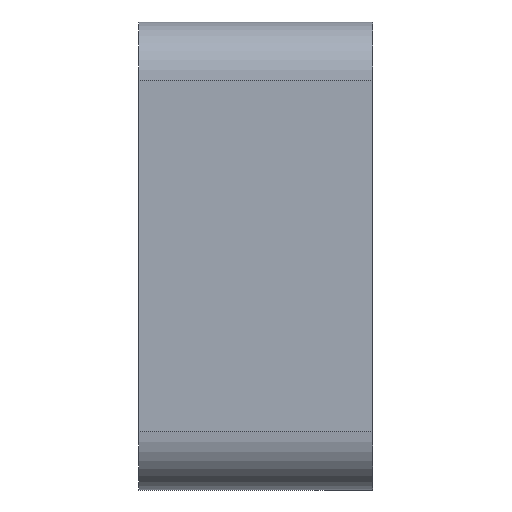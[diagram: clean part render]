
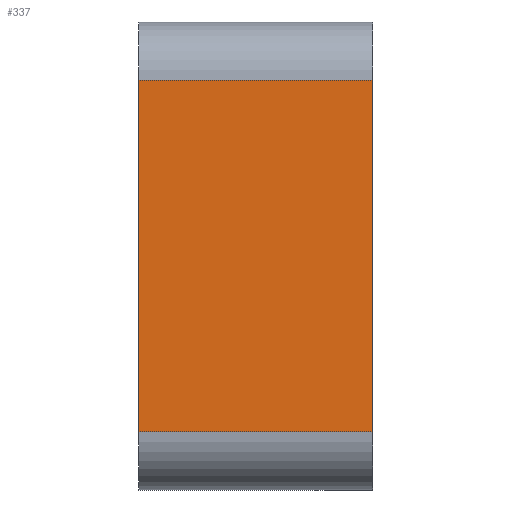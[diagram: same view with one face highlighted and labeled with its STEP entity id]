
A CAD part, left-side view. The second image highlights one B-rep face of the part: STEP entity #337.
In plain terms, the highlighted planar face has unit normal (-1, 0, 0).
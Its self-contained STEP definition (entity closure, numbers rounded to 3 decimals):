
#52 = PLANE ( 'NONE',  #388 ) ;
#67 = VECTOR ( 'NONE', #249, 1000. ) ;
#86 = CARTESIAN_POINT ( 'NONE',  ( 0., 20., -35. ) ) ;
#98 = CARTESIAN_POINT ( 'NONE',  ( 0., 20., -5. ) ) ;
#103 = EDGE_CURVE ( 'NONE', #478, #675, #468, .T. ) ;
#113 = EDGE_CURVE ( 'NONE', #675, #384, #639, .T. ) ;
#125 = CARTESIAN_POINT ( 'NONE',  ( 0., 0., -35. ) ) ;
#141 = CARTESIAN_POINT ( 'NONE',  ( 0., 0., 0. ) ) ;
#170 = DIRECTION ( 'NONE',  ( 0., 0., 1. ) ) ;
#173 = CARTESIAN_POINT ( 'NONE',  ( 0., 20., 0. ) ) ;
#193 = EDGE_CURVE ( 'NONE', #384, #205, #664, .T. ) ;
#204 = CARTESIAN_POINT ( 'NONE',  ( 0., 20., -5. ) ) ;
#205 = VERTEX_POINT ( 'NONE', #204 ) ;
#249 = DIRECTION ( 'NONE',  ( 0., 0., 1. ) ) ;
#329 = DIRECTION ( 'NONE',  ( 0., 0., -1. ) ) ;
#337 = ADVANCED_FACE ( 'NONE', ( #573 ), #52, .F. ) ;
#384 = VERTEX_POINT ( 'NONE', #543 ) ;
#388 = AXIS2_PLACEMENT_3D ( 'NONE', #432, #531, #329 ) ;
#425 = ORIENTED_EDGE ( 'NONE', *, *, #452, .F. ) ;
#432 = CARTESIAN_POINT ( 'NONE',  ( 0., 20., 0. ) ) ;
#452 = EDGE_CURVE ( 'NONE', #478, #205, #506, .T. ) ;
#468 = LINE ( 'NONE', #86, #622 ) ;
#474 = DIRECTION ( 'NONE',  ( 0., 1., 0. ) ) ;
#478 = VERTEX_POINT ( 'NONE', #497 ) ;
#497 = CARTESIAN_POINT ( 'NONE',  ( 0., 20., -35. ) ) ;
#506 = LINE ( 'NONE', #173, #688 ) ;
#531 = DIRECTION ( 'NONE',  ( 1., 0., 0. ) ) ;
#543 = CARTESIAN_POINT ( 'NONE',  ( 0., 0., -5. ) ) ;
#573 = FACE_OUTER_BOUND ( 'NONE', #598, .T. ) ;
#598 = EDGE_LOOP ( 'NONE', ( #425, #633, #617, #689 ) ) ;
#617 = ORIENTED_EDGE ( 'NONE', *, *, #113, .T. ) ;
#622 = VECTOR ( 'NONE', #679, 1000. ) ;
#631 = VECTOR ( 'NONE', #474, 1000. ) ;
#633 = ORIENTED_EDGE ( 'NONE', *, *, #103, .T. ) ;
#639 = LINE ( 'NONE', #141, #67 ) ;
#664 = LINE ( 'NONE', #98, #631 ) ;
#675 = VERTEX_POINT ( 'NONE', #125 ) ;
#679 = DIRECTION ( 'NONE',  ( 0., -1., 0. ) ) ;
#688 = VECTOR ( 'NONE', #170, 1000. ) ;
#689 = ORIENTED_EDGE ( 'NONE', *, *, #193, .T. ) ;
